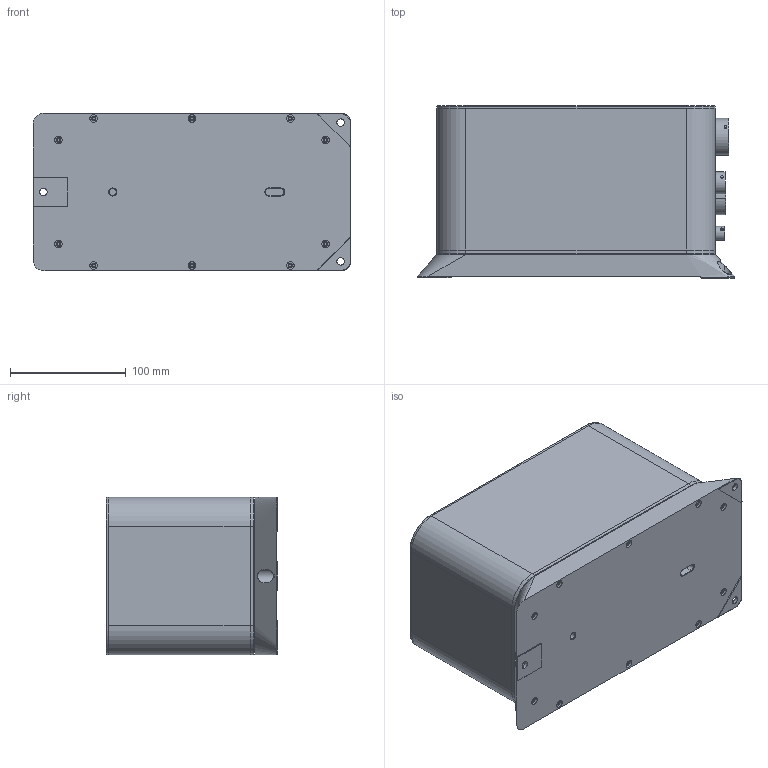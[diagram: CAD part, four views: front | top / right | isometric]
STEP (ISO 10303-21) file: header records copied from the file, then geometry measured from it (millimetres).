
FILE_DESCRIPTION (( 'STEP AP203' ), '1' );
FILE_NAME ('PAA00848-A_OCTANS V_VIDE.STEP', '2021-04-20T15:45:36', ( '' ), ( '' ), 'SwSTEP 2.0', 'SolidWorks 2018', '' );
FILE_SCHEMA (( 'CONFIG_CONTROL_DESIGN' ));
Length unit declared in the file: millimetre
Products named in the file (16): PAA00848-A_OCTANS V_VIDE; GOUJON_M2_5_L8; pa_four_be_007_connect_diam_12; pa_four_be_010_connect_diam_32; MDI07252-B; MBO00049-G_plan d''epargne pour depot mumetal; MDI07253-A; 6002053NI_Carte_Mere_Octans_Phins; MBO00052-E; 00159195-A; SME00199-C; carte_mere_equip_octans4; connecteur_ethernet; MDI07254-B; pa_four_be_008_connect_diam_19; ECROU_BORGNE_M3_A_SERTIR
Assembly tree (33 placements, depth 4):
  PAA00848-A_OCTANS V_VIDE
    SME00199-C
      MBO00052-E
    00159195-A
      MBO00049-G_plan d''epargne pour depot mumetal
        MDI07254-B
        MDI07253-A
        MDI07252-B
        GOUJON_M2_5_L8  x16
        ECROU_BORGNE_M3_A_SERTIR  x4
    carte_mere_equip_octans4
      6002053NI_Carte_Mere_Octans_Phins
      pa_four_be_010_connect_diam_32
      pa_four_be_007_connect_diam_12
      pa_four_be_008_connect_diam_19
      connecteur_ethernet
Bounding box: 274.8 x 148.5 x 136 mm (x, y, z)
Volume: 578638.9 mm3; surface area: 420350.7 mm2
Topology: 45 solids, 45 shells, 1181 faces, 2715 edges, 1749 vertices
Faces by surface type: cylinder 545, plane 507, cone 100, torus 20, bspline 9
Entity records: 32984 total; most frequent: CARTESIAN_POINT 6647, DIRECTION 5325, ORIENTED_EDGE 4702, EDGE_CURVE 2351, AXIS2_PLACEMENT_3D 1996, VERTEX_POINT 1548, LINE 1333, VECTOR 1333
